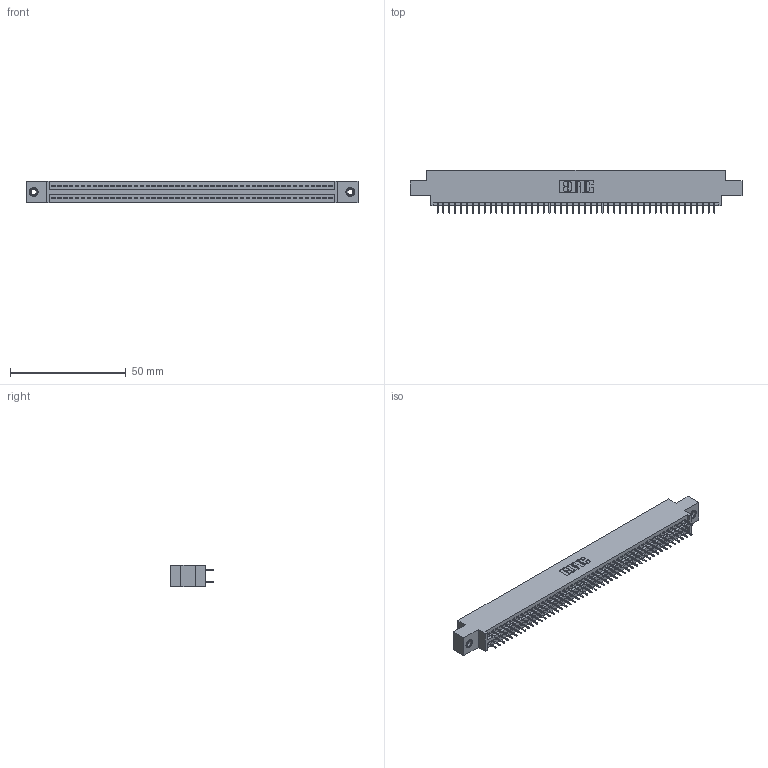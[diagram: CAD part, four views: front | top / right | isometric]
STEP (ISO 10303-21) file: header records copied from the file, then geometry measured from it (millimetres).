
FILE_DESCRIPTION (( 'STEP AP203' ), '1' );
FILE_NAME ('345-096-525-808.STEP', '2020-09-21T17:13:48', ( '' ), ( '' ), 'SwSTEP 2.0', 'SolidWorks 2020', '' );
FILE_SCHEMA (( 'CONFIG_CONTROL_DESIGN' ));
Length unit declared in the file: inch
Products named in the file (4): 345-292-001_345-293-125; 345 Part_0.170 Offset - 0.156 Dia-TI; 345-096-525-808; 345-250-001_345-250-003-102
Assembly tree (99 placements, depth 2):
  345-096-525-808
    345 Part_0.170 Offset - 0.156 Dia-TI
    345-292-001_345-293-125  x96
    345-250-001_345-250-003-102  x2
Bounding box: 143.13 x 18.72 x 9.4 mm (x, y, z)
Volume: 13681.5 mm3; surface area: 20020.5 mm2
Topology: 99 solids, 99 shells, 5374 faces, 15177 edges, 9726 vertices
Faces by surface type: plane 3860, cylinder 1498, cone 12, torus 4
Entity records: 38246 total; most frequent: CARTESIAN_POINT 6387, ORIENTED_EDGE 6314, DIRECTION 5651, EDGE_CURVE 3157, LINE 2817, VECTOR 2817, VERTEX_POINT 2096, AXIS2_PLACEMENT_3D 1417
